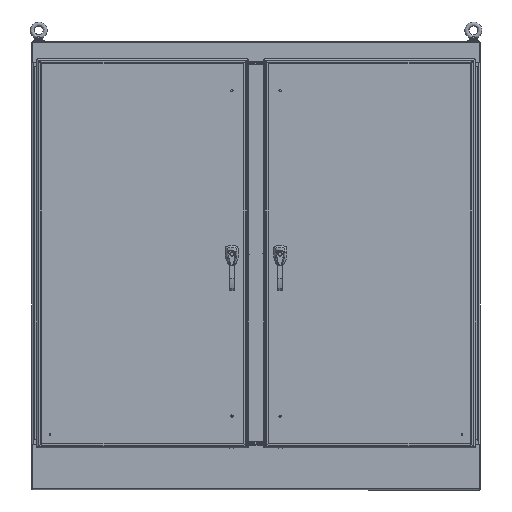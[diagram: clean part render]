
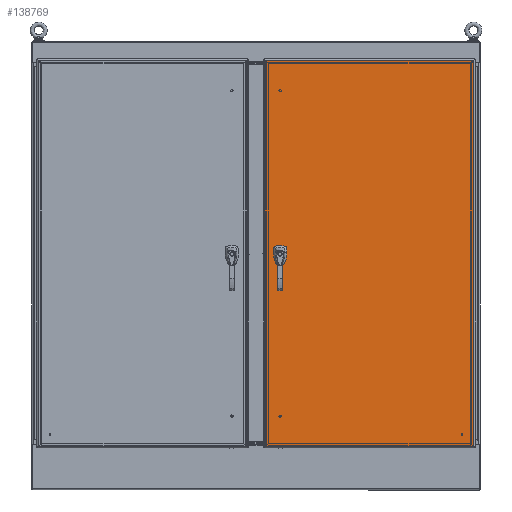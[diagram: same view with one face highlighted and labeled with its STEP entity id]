
A CAD part, front view. The second image highlights one B-rep face of the part: STEP entity #138769.
In plain terms, the highlighted planar face has unit normal (0, -1, 0).
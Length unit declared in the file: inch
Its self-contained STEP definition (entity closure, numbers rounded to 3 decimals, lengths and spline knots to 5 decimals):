
#490 = CARTESIAN_POINT ( 'NONE',  ( 16.07346, -25.78, 2.3095 ) ) ;
#3108 = EDGE_CURVE ( 'NONE', #180944, #103198, #48054, .T. ) ;
#6155 = LINE ( 'NONE', #76697, #193315 ) ;
#6195 = EDGE_CURVE ( 'NONE', #171173, #171173, #68601, .T. ) ;
#8814 = EDGE_CURVE ( 'NONE', #132336, #127165, #151966, .T. ) ;
#9045 = DIRECTION ( 'NONE',  ( -1., 0., 0. ) ) ;
#10136 = ORIENTED_EDGE ( 'NONE', *, *, #154074, .T. ) ;
#12292 = AXIS2_PLACEMENT_3D ( 'NONE', #102827, #118472, #57787 ) ;
#12630 = CARTESIAN_POINT ( 'NONE',  ( 47.028, -25.78, 33.09 ) ) ;
#16867 = CIRCLE ( 'NONE', #104435, 0.4425 ) ;
#17618 = EDGE_CURVE ( 'NONE', #61677, #145313, #79838, .T. ) ;
#18293 = EDGE_CURVE ( 'NONE', #80291, #132336, #188162, .T. ) ;
#19063 = ORIENTED_EDGE ( 'NONE', *, *, #147322, .T. ) ;
#19078 = ORIENTED_EDGE ( 'NONE', *, *, #36900, .T. ) ;
#19595 = DIRECTION ( 'NONE',  ( 0., 0., 1. ) ) ;
#23353 = CARTESIAN_POINT ( 'NONE',  ( 15.875, -25.78, 0.409 ) ) ;
#24048 = ORIENTED_EDGE ( 'NONE', *, *, #6195, .T. ) ;
#24379 = CIRCLE ( 'NONE', #177587, 0.4425 ) ;
#27878 = CARTESIAN_POINT ( 'NONE',  ( 15.875, -25.78, 1.914 ) ) ;
#29384 = VERTEX_POINT ( 'NONE', #44633 ) ;
#31826 = EDGE_CURVE ( 'NONE', #35416, #180944, #138074, .T. ) ;
#33582 = ORIENTED_EDGE ( 'NONE', *, *, #17618, .T. ) ;
#34794 = FACE_OUTER_BOUND ( 'NONE', #47107, .T. ) ;
#35416 = VERTEX_POINT ( 'NONE', #96500 ) ;
#36279 = AXIS2_PLACEMENT_3D ( 'NONE', #27878, #53385, #160071 ) ;
#36399 = CARTESIAN_POINT ( 'NONE',  ( 13.408, -25.78, 33.09 ) ) ;
#36900 = EDGE_CURVE ( 'NONE', #103198, #111925, #100722, .T. ) ;
#43622 = DIRECTION ( 'NONE',  ( 0., 0., -1. ) ) ;
#44633 = CARTESIAN_POINT ( 'NONE',  ( 47.028, -25.78, -29.062 ) ) ;
#45151 = CARTESIAN_POINT ( 'NONE',  ( 47.028, -25.78, 33.09 ) ) ;
#46938 = ORIENTED_EDGE ( 'NONE', *, *, #66691, .T. ) ;
#47107 = EDGE_LOOP ( 'NONE', ( #52607, #103375, #19063, #156112 ) ) ;
#48054 = CIRCLE ( 'NONE', #51101, 0.4425 ) ;
#49492 = FACE_BOUND ( 'NONE', #140957, .T. ) ;
#50196 = VECTOR ( 'NONE', #9045, 39.37008 ) ;
#51101 = AXIS2_PLACEMENT_3D ( 'NONE', #83802, #150244, #43622 ) ;
#52607 = ORIENTED_EDGE ( 'NONE', *, *, #8814, .T. ) ;
#53385 = DIRECTION ( 'NONE',  ( 0., 1., 0. ) ) ;
#54291 = EDGE_CURVE ( 'NONE', #127165, #29384, #116955, .T. ) ;
#54945 = AXIS2_PLACEMENT_3D ( 'NONE', #188427, #83707, #104968 ) ;
#56115 = EDGE_CURVE ( 'NONE', #104590, #35416, #16867, .T. ) ;
#57154 = DIRECTION ( 'NONE',  ( 0., 1., 0. ) ) ;
#57787 = DIRECTION ( 'NONE',  ( 0., 0., -1. ) ) ;
#61677 = VERTEX_POINT ( 'NONE', #171441 ) ;
#61970 = DIRECTION ( 'NONE',  ( -1., 0., 0. ) ) ;
#64591 = LINE ( 'NONE', #45151, #71796 ) ;
#66542 = CARTESIAN_POINT ( 'NONE',  ( 15.4795, -25.78, 2.11246 ) ) ;
#66691 = EDGE_CURVE ( 'NONE', #145313, #139693, #98774, .T. ) ;
#68601 = CIRCLE ( 'NONE', #12292, 0.167 ) ;
#71228 = VECTOR ( 'NONE', #186178, 39.37008 ) ;
#71796 = VECTOR ( 'NONE', #104900, 39.37008 ) ;
#75915 = ORIENTED_EDGE ( 'NONE', *, *, #3108, .T. ) ;
#76697 = CARTESIAN_POINT ( 'NONE',  ( 47.028, -25.78, 1.5185 ) ) ;
#77335 = CARTESIAN_POINT ( 'NONE',  ( 13.408, -25.78, -29.062 ) ) ;
#78105 = DIRECTION ( 'NONE',  ( 0., 0., -1. ) ) ;
#79838 = LINE ( 'NONE', #155163, #127495 ) ;
#80291 = VERTEX_POINT ( 'NONE', #12630 ) ;
#82553 = ORIENTED_EDGE ( 'NONE', *, *, #97302, .T. ) ;
#83707 = DIRECTION ( 'NONE',  ( 0., -1., 0. ) ) ;
#83802 = CARTESIAN_POINT ( 'NONE',  ( 15.875, -25.78, 1.914 ) ) ;
#89464 = DIRECTION ( 'NONE',  ( 1., 0., 0. ) ) ;
#94715 = DIRECTION ( 'NONE',  ( 0., 1., 0. ) ) ;
#96500 = CARTESIAN_POINT ( 'NONE',  ( 15.4795, -25.78, 1.71554 ) ) ;
#97302 = EDGE_CURVE ( 'NONE', #139693, #104590, #6155, .T. ) ;
#98774 = CIRCLE ( 'NONE', #36279, 0.4425 ) ;
#100722 = LINE ( 'NONE', #139216, #116138 ) ;
#102827 = CARTESIAN_POINT ( 'NONE',  ( 15.875, -25.78, 0.576 ) ) ;
#103198 = VERTEX_POINT ( 'NONE', #124841 ) ;
#103375 = ORIENTED_EDGE ( 'NONE', *, *, #54291, .T. ) ;
#104435 = AXIS2_PLACEMENT_3D ( 'NONE', #107548, #94715, #78105 ) ;
#104590 = VERTEX_POINT ( 'NONE', #136432 ) ;
#104900 = DIRECTION ( 'NONE',  ( 0., 0., 1. ) ) ;
#104968 = DIRECTION ( 'NONE',  ( 0., 0., 1. ) ) ;
#107548 = CARTESIAN_POINT ( 'NONE',  ( 15.875, -25.78, 1.914 ) ) ;
#108157 = CARTESIAN_POINT ( 'NONE',  ( 13.408, -25.78, 33.09 ) ) ;
#111876 = CARTESIAN_POINT ( 'NONE',  ( 47.028, -25.78, 33.09 ) ) ;
#111925 = VERTEX_POINT ( 'NONE', #490 ) ;
#116138 = VECTOR ( 'NONE', #184205, 39.37008 ) ;
#116955 = LINE ( 'NONE', #192254, #178999 ) ;
#118472 = DIRECTION ( 'NONE',  ( 0., 1., 0. ) ) ;
#118682 = PLANE ( 'NONE',  #54945 ) ;
#124841 = CARTESIAN_POINT ( 'NONE',  ( 15.67654, -25.78, 2.3095 ) ) ;
#127165 = VERTEX_POINT ( 'NONE', #77335 ) ;
#127495 = VECTOR ( 'NONE', #138575, 39.37008 ) ;
#129664 = CARTESIAN_POINT ( 'NONE',  ( 15.875, -25.78, 1.914 ) ) ;
#129668 = VECTOR ( 'NONE', #19595, 39.37008 ) ;
#132336 = VERTEX_POINT ( 'NONE', #108157 ) ;
#134309 = FACE_BOUND ( 'NONE', #161500, .T. ) ;
#136432 = CARTESIAN_POINT ( 'NONE',  ( 15.67654, -25.78, 1.5185 ) ) ;
#138074 = LINE ( 'NONE', #168400, #129668 ) ;
#138575 = DIRECTION ( 'NONE',  ( 0., 0., -1. ) ) ;
#138769 = ADVANCED_FACE ( 'NONE', ( #49492, #34794, #134309 ), #118682, .T. ) ;
#139216 = CARTESIAN_POINT ( 'NONE',  ( 47.028, -25.78, 2.3095 ) ) ;
#139693 = VERTEX_POINT ( 'NONE', #178383 ) ;
#140957 = EDGE_LOOP ( 'NONE', ( #33582, #46938, #82553, #170423, #181106, #75915, #19078, #10136 ) ) ;
#145313 = VERTEX_POINT ( 'NONE', #154290 ) ;
#147322 = EDGE_CURVE ( 'NONE', #29384, #80291, #64591, .T. ) ;
#150244 = DIRECTION ( 'NONE',  ( 0., 1., 0. ) ) ;
#151966 = LINE ( 'NONE', #36399, #71228 ) ;
#154074 = EDGE_CURVE ( 'NONE', #111925, #61677, #24379, .T. ) ;
#154290 = CARTESIAN_POINT ( 'NONE',  ( 16.2705, -25.78, 1.71554 ) ) ;
#155163 = CARTESIAN_POINT ( 'NONE',  ( 16.2705, -25.78, 33.09 ) ) ;
#156112 = ORIENTED_EDGE ( 'NONE', *, *, #18293, .T. ) ;
#160071 = DIRECTION ( 'NONE',  ( 0., 0., -1. ) ) ;
#161500 = EDGE_LOOP ( 'NONE', ( #24048 ) ) ;
#168400 = CARTESIAN_POINT ( 'NONE',  ( 15.4795, -25.78, 33.09 ) ) ;
#170423 = ORIENTED_EDGE ( 'NONE', *, *, #56115, .T. ) ;
#171173 = VERTEX_POINT ( 'NONE', #23353 ) ;
#171441 = CARTESIAN_POINT ( 'NONE',  ( 16.2705, -25.78, 2.11246 ) ) ;
#174647 = DIRECTION ( 'NONE',  ( 0., 0., -1. ) ) ;
#177587 = AXIS2_PLACEMENT_3D ( 'NONE', #129664, #57154, #174647 ) ;
#178383 = CARTESIAN_POINT ( 'NONE',  ( 16.07346, -25.78, 1.5185 ) ) ;
#178999 = VECTOR ( 'NONE', #89464, 39.37008 ) ;
#180944 = VERTEX_POINT ( 'NONE', #66542 ) ;
#181106 = ORIENTED_EDGE ( 'NONE', *, *, #31826, .T. ) ;
#184205 = DIRECTION ( 'NONE',  ( 1., 0., 0. ) ) ;
#186178 = DIRECTION ( 'NONE',  ( 0., 0., -1. ) ) ;
#188162 = LINE ( 'NONE', #111876, #50196 ) ;
#188427 = CARTESIAN_POINT ( 'NONE',  ( 47.028, -25.78, 33.09 ) ) ;
#192254 = CARTESIAN_POINT ( 'NONE',  ( 47.028, -25.78, -29.062 ) ) ;
#193315 = VECTOR ( 'NONE', #61970, 39.37008 ) ;
